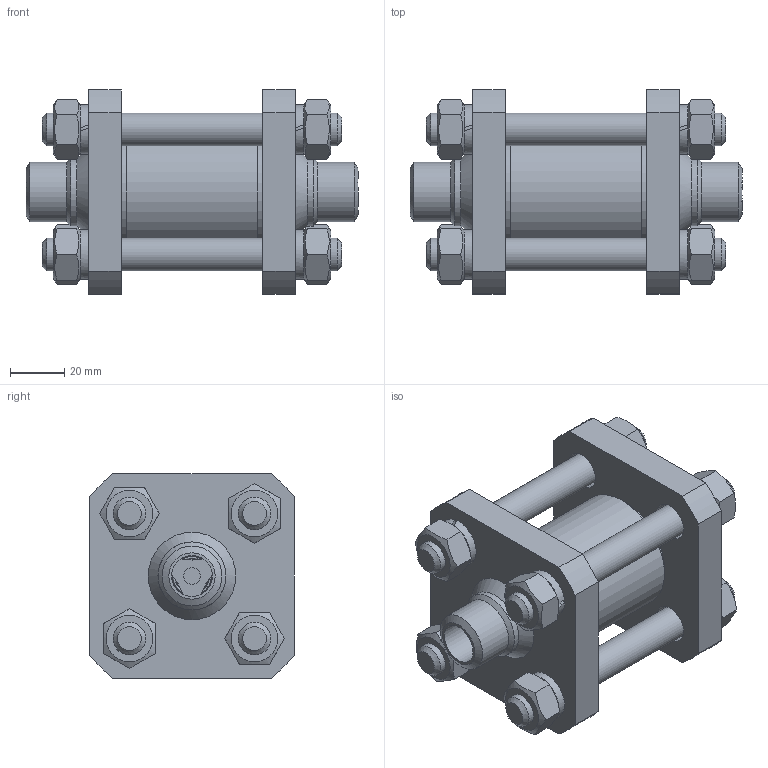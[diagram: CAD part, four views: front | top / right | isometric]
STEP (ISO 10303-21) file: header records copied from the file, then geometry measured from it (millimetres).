
FILE_DESCRIPTION((''),'2;1');
FILE_NAME('ФБ41 020 015 000.stp','2015-03-19T11:44:12',('��������'),(''),'Autodesk Inventor 2013','Autodesk Inventor 2013','');
FILE_SCHEMA(('AUTOMOTIVE_DESIGN { 1 0 10303 214 1 1 1 1 }'));
Length unit declared in the file: millimetre
Products named in the file (15): ФБ41 020 015 000; ФБ41 020 015 001; ФБ41 010 020 030; ФБ41 010 020 030_Сварные швы; ФБ41 010 020 031; ФБ41 020 015 032; ФБ41 020 015 005; ФБ41 020 015 003; ФБ41 020 015 002; ФБ41 020 015 014; Пружина сжатия; Пружина сжатия1; ФБ41 020 015 006; Шайба ГОСТ 6402-70 12 N; Гайка ГОСТ 5915-70 M12
Assembly tree (33 placements, depth 3):
  ФБ41 020 015 000
    ФБ41 020 015 001
    ФБ41 010 020 030  x2
      ФБ41 010 020 030_Сварные швы
      ФБ41 010 020 031
      ФБ41 020 015 032
    ФБ41 020 015 005
    ФБ41 020 015 003  x2
    ФБ41 020 015 002
    ФБ41 020 015 014
    Пружина сжатия
      Пружина сжатия1
    ФБ41 020 015 006  x4
    Шайба ГОСТ 6402-70 12 N  x8
    Гайка ГОСТ 5915-70 M12  x8
Bounding box: 122 x 75 x 75 mm (x, y, z)
Volume: 247913.7 mm3; surface area: 104420.7 mm2
Topology: 35 solids, 35 shells, 355 faces, 789 edges, 507 vertices
Faces by surface type: plane 167, cylinder 99, cone 78, bspline 11
Full cylindrical faces by diameter (mm): 6 x2, 10.106 x8, 12 x5, 14 x8, 15 x5, 20 x1, 21 x1, 22 x2, 23 x6, 24 x1, 25 x4, 27 x4, 28 x8, 30.8 x1, 31.376 x1, 33 x3, 33.5 x1, 34 x1, 40 x6, 44 x1
Entity records: 6196 total; most frequent: CARTESIAN_POINT 2300, DIRECTION 820, ORIENTED_EDGE 550, AXIS2_PLACEMENT_3D 382, EDGE_CURVE 275, EDGE_LOOP 270, VERTEX_POINT 215, CIRCLE 179
